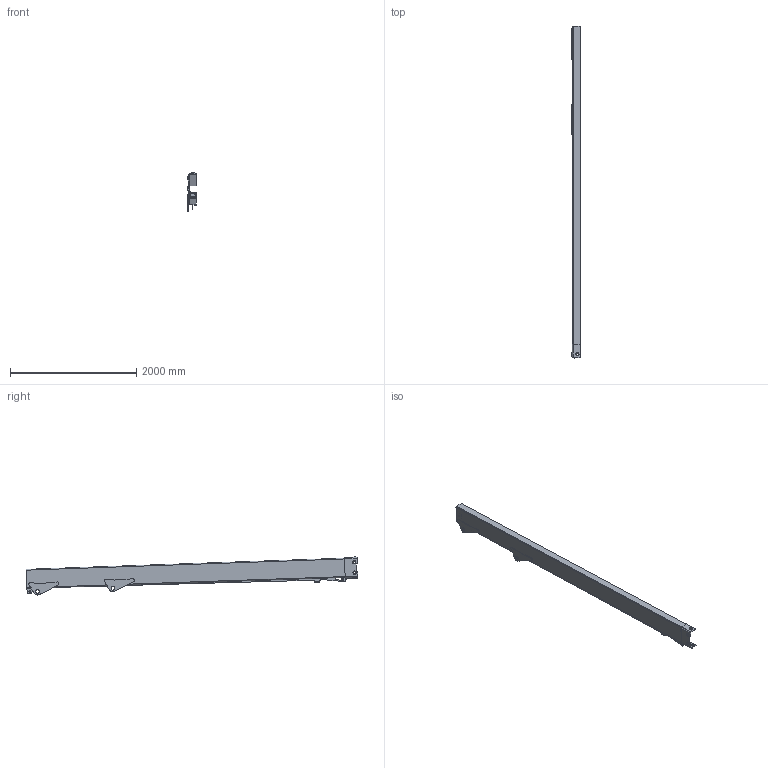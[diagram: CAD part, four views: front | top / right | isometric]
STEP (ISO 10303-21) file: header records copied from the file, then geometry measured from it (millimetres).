
FILE_DESCRIPTION( ( '' ), ' ' );
FILE_NAME( '5db2b0fd54ac4315ad319270.step', '2019-10-25T08:23:25', ( '' ), ( '' ), ' ', ' ', ' ' );
FILE_SCHEMA( ( 'AUTOMOTIVE_DESIGN { 1 0 10303 214 1 1 1 1 }' ) );
Length unit declared in the file: metre
Products named in the file (1): Part 9
Bounding box: 132.1 x 5265.47 x 603.77 mm (x, y, z)
Volume: 19300075.6 mm3; surface area: 5939588.2 mm2
Topology: 1 solids, 1 shells, 195 faces, 545 edges, 358 vertices
Faces by surface type: plane 127, cylinder 66, sphere 1, cone 1
Full cylindrical faces by diameter (mm): 6.35 x2, 12.7 x1, 25.4 x1, 40 x4, 52.7 x4, 60 x2
Entity records: 7803 total; most frequent: CARTESIAN_POINT 1124, ORIENTED_EDGE 1054, DIRECTION 1053, EDGE_CURVE 527, LINE 389, VECTOR 389, VERTEX_POINT 355, AXIS2_PLACEMENT_3D 332
